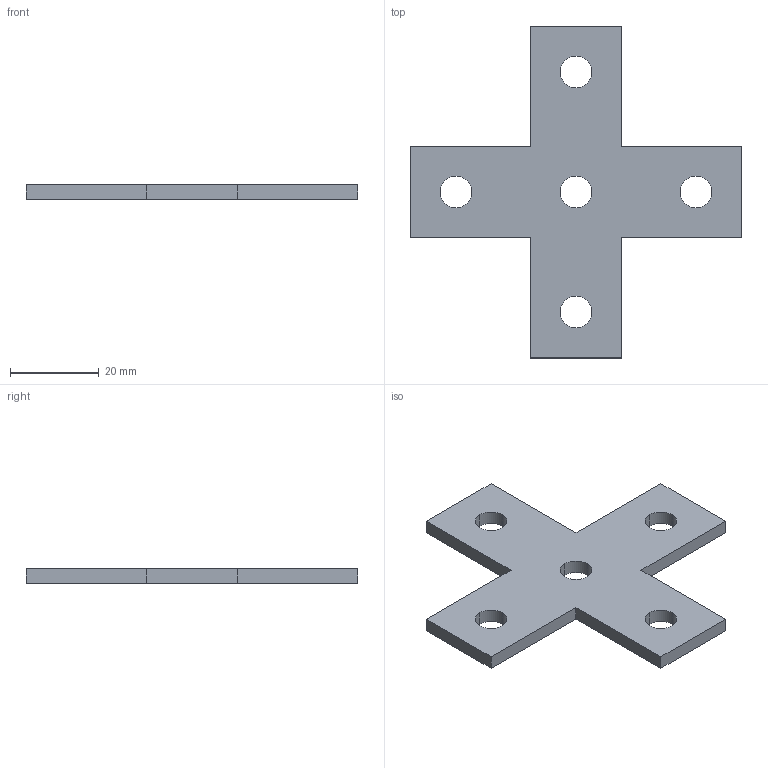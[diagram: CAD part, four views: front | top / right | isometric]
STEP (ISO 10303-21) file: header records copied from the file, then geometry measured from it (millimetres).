
FILE_DESCRIPTION(('TurboCAD Mac Pro'),'Build 980');
FILE_NAME('P6028.stp',' ',(''),(''),'ACIS Interop','IMSI','TurboCAD Mac Pro BY IMSI, INCORPORATED');
FILE_SCHEMA(('automotive_design'));
Length unit declared in the file: inch
Products named in the file (2): 1; 2
Bounding box: 74.61 x 74.61 x 3.17 mm (x, y, z)
Volume: 7789 mm3; surface area: 6210.4 mm2
Topology: 1 solids, 1 shells, 34 faces, 96 edges, 64 vertices
Faces by surface type: bspline 20, plane 14
Entity records: 1938 total; most frequent: CARTESIAN_POINT 548, ORIENTED_EDGE 192, DIRECTION 100, EDGE_CURVE 96, LINE 68, VECTOR 68, STYLED_ITEM 67, PRESENTATION_STYLE_ASSIGNMENT 67
